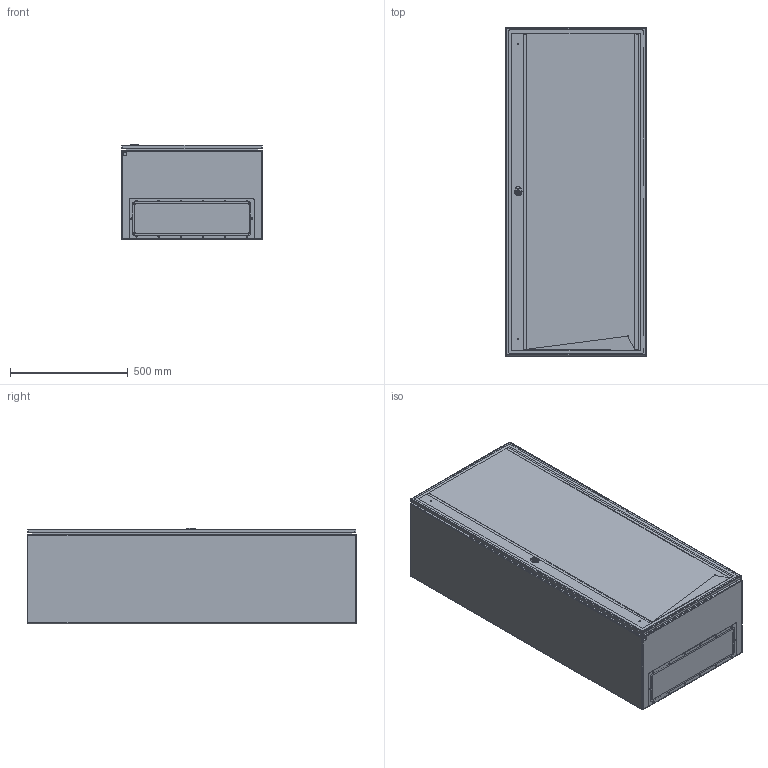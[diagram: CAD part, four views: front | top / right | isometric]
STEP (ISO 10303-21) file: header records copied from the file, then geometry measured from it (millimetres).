
FILE_DESCRIPTION(/* description */ (''),/* implementation_level */ '2;1');
FILE_NAME(/* name */ 'GN1406040SP',/* time_stamp */ '2025-04-29T12:08:05+02:00',/* author */ (''),/* organization */ (''),/* preprocessor_version */ 'ST-DEVELOPER v19.4',/* originating_system */ 'SIEMENS PLM Software NX2212.8101',/* authorisation */ '');
FILE_SCHEMA (('AP203_CONFIGURATION_CONTROLLED_3D_DESIGN_OF_MECHANICAL_PARTS_AND_ASSEMBLIES_MIM_LF { 1 0 10303 403 2 1 2}'));
Length unit declared in the file: millimetre
Products named in the file (5): 501.P005.03-01-CIERRE 3 PUNTOS ALT.ARM_1400; 501.P002.1032-01-Puerta_1400x600; 501.P003.1009-01-TAPA PASACABLES LISA; 501.P001.1078-01-FONDO 1400x600x400; 501.C001.2078-01-GN1406040SP
Assembly tree (4 placements, depth 2):
  501.C001.2078-01-GN1406040SP
    501.P001.1078-01-FONDO 1400x600x400
    501.P003.1009-01-TAPA PASACABLES LISA
    501.P002.1032-01-Puerta_1400x600
    501.P005.03-01-CIERRE 3 PUNTOS ALT.ARM_1400
Bounding box: 600 x 1402 x 406.2 mm (x, y, z)
Volume: 5724585.4 mm3; surface area: 7015028.5 mm2
Topology: 19 solids, 19 shells, 867 faces, 2279 edges, 1455 vertices
Faces by surface type: cylinder 425, plane 310, bspline 63, torus 32, sphere 20, cone 17
Full cylindrical faces by diameter (mm): 3 x26, 3.5 x106, 6 x17, 8 x5, 9 x4, 10 x1, 15.1 x1, 16.25 x1, 19.3 x1
Entity records: 32870 total; most frequent: CARTESIAN_POINT 9912, DIRECTION 4283, ORIENTED_EDGE 4132, EDGE_CURVE 2066, AXIS2_PLACEMENT_3D 1713, VERTEX_POINT 1425, EDGE_LOOP 1399, ADVANCED_FACE 867
